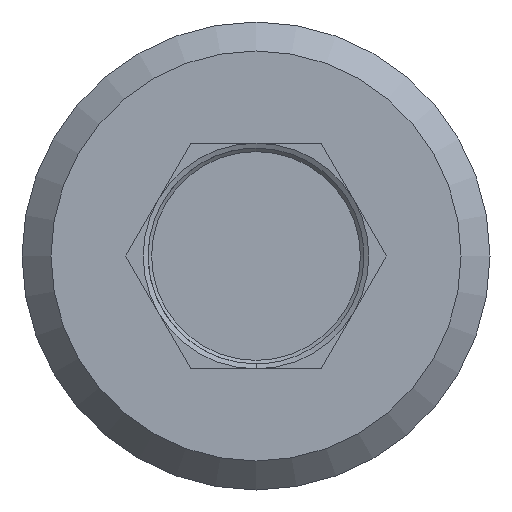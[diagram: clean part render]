
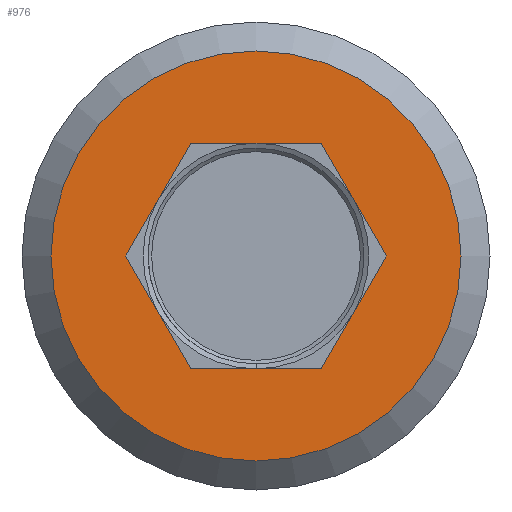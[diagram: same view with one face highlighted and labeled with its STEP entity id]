
A CAD part, left-side view. The second image highlights one B-rep face of the part: STEP entity #976.
In plain terms, the highlighted planar face has unit normal (-1, 0, 0).
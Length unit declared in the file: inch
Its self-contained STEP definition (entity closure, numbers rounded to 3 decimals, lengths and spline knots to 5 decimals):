
#17=FACE_BOUND('',#167,.T.);
#19=PLANE('',#1063);
#110=FACE_OUTER_BOUND('',#166,.T.);
#166=EDGE_LOOP('',(#769));
#167=EDGE_LOOP('',(#770,#771,#772,#773,#774,#775));
#203=CIRCLE('',#1060,0.099);
#274=LINE('',#3074,#339);
#275=LINE('',#3076,#340);
#276=LINE('',#3078,#341);
#277=LINE('',#3080,#342);
#278=LINE('',#3082,#343);
#279=LINE('',#3083,#344);
#339=VECTOR('',#1228,39.37008);
#340=VECTOR('',#1229,39.37008);
#341=VECTOR('',#1230,39.37008);
#342=VECTOR('',#1231,39.37008);
#343=VECTOR('',#1232,39.37008);
#344=VECTOR('',#1233,39.37008);
#445=VERTEX_POINT('',#3015);
#449=VERTEX_POINT('',#3072);
#450=VERTEX_POINT('',#3073);
#451=VERTEX_POINT('',#3075);
#452=VERTEX_POINT('',#3077);
#453=VERTEX_POINT('',#3079);
#454=VERTEX_POINT('',#3081);
#574=EDGE_CURVE('',#445,#445,#203,.T.);
#581=EDGE_CURVE('',#449,#450,#274,.T.);
#582=EDGE_CURVE('',#451,#450,#275,.T.);
#583=EDGE_CURVE('',#451,#452,#276,.T.);
#584=EDGE_CURVE('',#452,#453,#277,.T.);
#585=EDGE_CURVE('',#454,#453,#278,.T.);
#586=EDGE_CURVE('',#449,#454,#279,.T.);
#769=ORIENTED_EDGE('',*,*,#574,.T.);
#770=ORIENTED_EDGE('',*,*,#581,.T.);
#771=ORIENTED_EDGE('',*,*,#582,.F.);
#772=ORIENTED_EDGE('',*,*,#583,.T.);
#773=ORIENTED_EDGE('',*,*,#584,.T.);
#774=ORIENTED_EDGE('',*,*,#585,.F.);
#775=ORIENTED_EDGE('',*,*,#586,.F.);
#976=ADVANCED_FACE('',(#110,#17),#19,.T.);
#1060=AXIS2_PLACEMENT_3D('',#3017,#1218,#1219);
#1063=AXIS2_PLACEMENT_3D('',#3071,#1226,#1227);
#1218=DIRECTION('center_axis',(-1.,0.,0.));
#1219=DIRECTION('ref_axis',(0.,0.,1.));
#1226=DIRECTION('center_axis',(-1.,0.,0.));
#1227=DIRECTION('ref_axis',(0.,0.,1.));
#1228=DIRECTION('',(0.,-0.5,0.866));
#1229=DIRECTION('',(0.,1.,0.));
#1230=DIRECTION('',(0.,-0.5,-0.866));
#1231=DIRECTION('',(0.,0.5,-0.866));
#1232=DIRECTION('',(0.,-1.,0.));
#1233=DIRECTION('',(0.,-0.5,-0.866));
#3015=CARTESIAN_POINT('',(0.,0.,0.099));
#3017=CARTESIAN_POINT('Origin',(0.,0.,0.));
#3071=CARTESIAN_POINT('Origin',(0.,0.,0.));
#3072=CARTESIAN_POINT('',(0.,0.06293,0.));
#3073=CARTESIAN_POINT('',(0.,0.03147,0.0545));
#3074=CARTESIAN_POINT('',(0.,0.06293,0.));
#3075=CARTESIAN_POINT('',(0.,-0.03147,0.0545));
#3076=CARTESIAN_POINT('',(0.,-0.03147,0.0545));
#3077=CARTESIAN_POINT('',(0.,-0.06293,0.));
#3078=CARTESIAN_POINT('',(0.,-0.03147,0.0545));
#3079=CARTESIAN_POINT('',(0.,-0.03147,-0.0545));
#3080=CARTESIAN_POINT('',(0.,-0.06293,0.));
#3081=CARTESIAN_POINT('',(0.,0.03147,-0.0545));
#3082=CARTESIAN_POINT('',(0.,0.03147,-0.0545));
#3083=CARTESIAN_POINT('',(0.,0.06293,0.));
